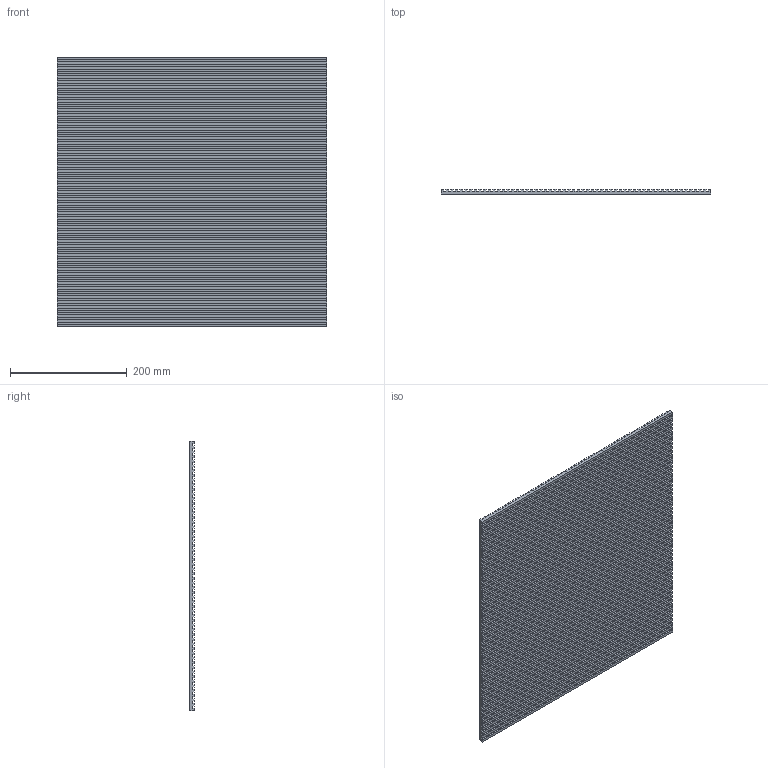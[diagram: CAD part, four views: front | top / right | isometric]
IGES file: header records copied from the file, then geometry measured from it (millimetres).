
Start section: SolidWorks IGES file using analytic representation for surfaces
Global section: file name: 101368 PART.IGS; native system: SolidWorks 2008; preprocessor: SolidWorks 2008; author: DALIN2; date: 080327.142001; units: inch
Bounding box: 460.63 x 8.38 x 460.63 mm (x, y, z)
Surface area: 757530.5 mm2 (no closed solid volume)
Topology: 0 solids, 0 shells, 462 faces, 2760 edges, 2760 vertices
Faces by surface type: bspline 462
